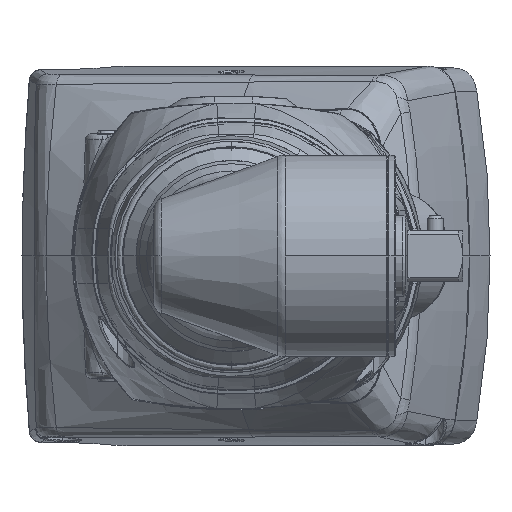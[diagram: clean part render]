
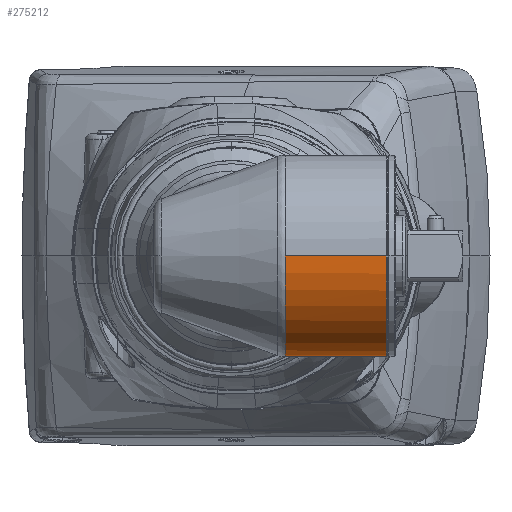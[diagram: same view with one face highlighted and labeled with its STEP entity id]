
A CAD part, left-side view. The second image highlights one B-rep face of the part: STEP entity #275212.
In plain terms, the highlighted cylindrical face has radius 18.5 mm (diameter 37 mm), a partial arc.
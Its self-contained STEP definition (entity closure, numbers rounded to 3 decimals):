
#274262=CARTESIAN_POINT('',(-250.8,-28.33,0.));
#274263=DIRECTION('',(0.,-1.,0.));
#274264=DIRECTION('',(-1.,0.,0.));
#274265=AXIS2_PLACEMENT_3D('',#274262,#274263,#274264);
#274267=CARTESIAN_POINT('',(-232.3,-17.25,0.));
#274268=CARTESIAN_POINT('',(-232.3,-17.25,
-0.603));
#274269=CARTESIAN_POINT('',(-232.36,-17.163,
-1.805));
#274270=CARTESIAN_POINT('',(-232.611,-16.798,
-3.529));
#274271=CARTESIAN_POINT('',(-233.047,-16.158,
-5.319));
#274272=CARTESIAN_POINT('',(-233.702,-15.177,
-7.154));
#274273=CARTESIAN_POINT('',(-234.533,-13.893,
-8.874));
#274274=CARTESIAN_POINT('',(-235.432,-12.437,
-10.34));
#274275=CARTESIAN_POINT('',(-236.281,-10.972,
-11.486));
#274276=CARTESIAN_POINT('',(-236.714,-10.167,
-11.997));
#274277=CARTESIAN_POINT('',(-236.903,-9.805,
-12.212));
#274279=CARTESIAN_POINT('',(-250.8,-9.805,0.));
#274280=DIRECTION('',(0.,1.,0.));
#274281=DIRECTION('',(0.751,0.,-0.66));
#274282=AXIS2_PLACEMENT_3D('',#274279,#274280,#274281);
#274289=DIRECTION('',(0.,1.,0.));
#274290=VECTOR('',#274289,18.525);
#274291=CARTESIAN_POINT('',(-269.3,-28.33,0.));
#274292=LINE('',#274291,#274290);
#274309=DIRECTION('',(0.,1.,0.));
#274310=VECTOR('',#274309,11.08);
#274311=CARTESIAN_POINT('',(-232.3,-28.33,0.));
#274312=LINE('',#274311,#274310);
#275109=CARTESIAN_POINT('',(-269.3,-9.805,0.));
#275111=VERTEX_POINT('',#275109);
#275113=CARTESIAN_POINT('',(-236.903,-9.805,
-12.212));
#275114=VERTEX_POINT('',#275113);
#275178=VERTEX_POINT('',#274267);
#275191=CARTESIAN_POINT('',(-269.3,-28.33,0.));
#275192=CARTESIAN_POINT('',(-232.3,-28.33,0.));
#275193=VERTEX_POINT('',#275191);
#275194=VERTEX_POINT('',#275192);
#275195=CARTESIAN_POINT('',(-250.8,16.573,0.));
#275196=DIRECTION('',(0.,-1.,0.));
#275197=DIRECTION('',(1.,0.,0.));
#275198=AXIS2_PLACEMENT_3D('',#275195,#275196,#275197);
#275199=CYLINDRICAL_SURFACE('',#275198,18.5);
#275201=ORIENTED_EDGE('',*,*,#275200,.T.);
#275203=ORIENTED_EDGE('',*,*,#275202,.T.);
#275205=ORIENTED_EDGE('',*,*,#275204,.T.);
#275207=ORIENTED_EDGE('',*,*,#275206,.T.);
#275209=ORIENTED_EDGE('',*,*,#275208,.F.);
#275210=EDGE_LOOP('',(#275201,#275203,#275205,#275207,#275209));
#275211=FACE_OUTER_BOUND('',#275210,.F.);
#275212=ADVANCED_FACE('',(#275211),#275199,.T.);
#274266=CIRCLE('',#274265,18.5);
#274278=B_SPLINE_CURVE_WITH_KNOTS('',3,(#274267,#274268,#274269,#274270,#274271,
#274272,#274273,#274274,#274275,#274276,#274277),.UNSPECIFIED.,.F.,.F.,(4,1,1,1,
1,1,1,1,4),(0.,0.125,0.25,0.375,0.5,0.625,0.75,0.875,1.),
.UNSPECIFIED.);
#274283=CIRCLE('',#274282,18.5);
#275200=EDGE_CURVE('',#275193,#275194,#274266,.T.);
#275202=EDGE_CURVE('',#275194,#275178,#274312,.T.);
#275204=EDGE_CURVE('',#275178,#275114,#274278,.T.);
#275206=EDGE_CURVE('',#275114,#275111,#274283,.T.);
#275208=EDGE_CURVE('',#275193,#275111,#274292,.T.);
